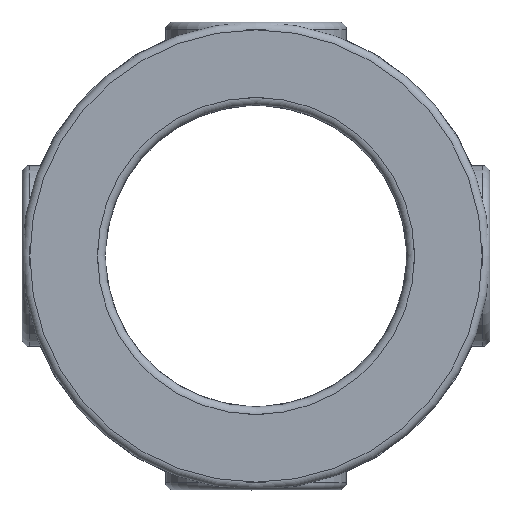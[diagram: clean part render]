
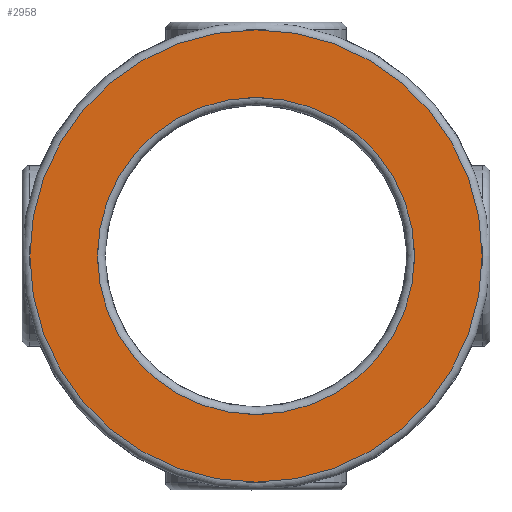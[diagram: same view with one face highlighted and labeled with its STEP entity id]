
A CAD part, left-side view. The second image highlights one B-rep face of the part: STEP entity #2958.
In plain terms, the highlighted planar face has unit normal (-1, 0, 0).
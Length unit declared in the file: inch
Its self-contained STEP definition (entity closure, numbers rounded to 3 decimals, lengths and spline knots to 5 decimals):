
#80 = CIRCLE ( 'NONE', #617, 0.4135 ) ;
#115 = DIRECTION ( 'NONE',  ( -1., 0., 0. ) ) ;
#116 = VERTEX_POINT ( 'NONE', #1098 ) ;
#176 = DIRECTION ( 'NONE',  ( -1., 0., 0. ) ) ;
#353 = CARTESIAN_POINT ( 'NONE',  ( -0.236, 0., 0. ) ) ;
#546 = AXIS2_PLACEMENT_3D ( 'NONE', #1190, #2931, #2402 ) ;
#556 = EDGE_CURVE ( 'NONE', #3113, #3113, #1316, .T. ) ;
#584 = DIRECTION ( 'NONE',  ( 0., 0., 1. ) ) ;
#617 = AXIS2_PLACEMENT_3D ( 'NONE', #353, #115, #584 ) ;
#655 = EDGE_LOOP ( 'NONE', ( #1073 ) ) ;
#1042 = AXIS2_PLACEMENT_3D ( 'NONE', #1200, #176, #3164 ) ;
#1073 = ORIENTED_EDGE ( 'NONE', *, *, #556, .T. ) ;
#1098 = CARTESIAN_POINT ( 'NONE',  ( -0.236, 0., 0.4135 ) ) ;
#1190 = CARTESIAN_POINT ( 'NONE',  ( -0.236, 0., 0. ) ) ;
#1200 = CARTESIAN_POINT ( 'NONE',  ( -0.236, 0., 0. ) ) ;
#1316 = CIRCLE ( 'NONE', #1042, 0.59 ) ;
#1399 = ORIENTED_EDGE ( 'NONE', *, *, #2772, .F. ) ;
#1443 = PLANE ( 'NONE',  #546 ) ;
#1602 = FACE_OUTER_BOUND ( 'NONE', #655, .T. ) ;
#1640 = EDGE_LOOP ( 'NONE', ( #1399 ) ) ;
#1834 = FACE_BOUND ( 'NONE', #1640, .T. ) ;
#2077 = CARTESIAN_POINT ( 'NONE',  ( -0.236, 0., 0.59 ) ) ;
#2402 = DIRECTION ( 'NONE',  ( 0., 0., -1. ) ) ;
#2772 = EDGE_CURVE ( 'NONE', #116, #116, #80, .T. ) ;
#2931 = DIRECTION ( 'NONE',  ( 1., 0., 0. ) ) ;
#2958 = ADVANCED_FACE ( 'NONE', ( #1834, #1602 ), #1443, .F. ) ;
#3113 = VERTEX_POINT ( 'NONE', #2077 ) ;
#3164 = DIRECTION ( 'NONE',  ( 0., 0., 1. ) ) ;
